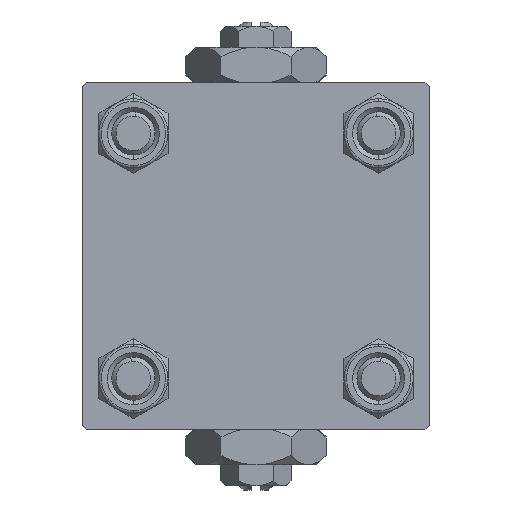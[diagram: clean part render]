
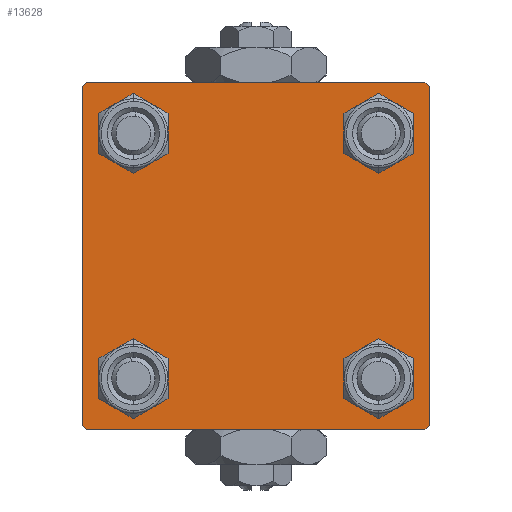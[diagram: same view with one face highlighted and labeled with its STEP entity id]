
A CAD part, left-side view. The second image highlights one B-rep face of the part: STEP entity #13628.
In plain terms, the highlighted planar face has unit normal (-1, 0, 0).
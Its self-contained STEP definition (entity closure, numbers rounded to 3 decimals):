
#74 = EDGE_CURVE ( 'NONE', #2602, #38528, #29551, .T. ) ;
#179 = ORIENTED_EDGE ( 'NONE', *, *, #29527, .T. ) ;
#349 = VERTEX_POINT ( 'NONE', #396 ) ;
#396 = CARTESIAN_POINT ( 'NONE',  ( 0., 14.15, 11.15 ) ) ;
#547 = CARTESIAN_POINT ( 'NONE',  ( 0., -19.75, -19.75 ) ) ;
#800 = ORIENTED_EDGE ( 'NONE', *, *, #21946, .T. ) ;
#861 = EDGE_CURVE ( 'NONE', #31179, #28376, #47474, .T. ) ;
#982 = CARTESIAN_POINT ( 'NONE',  ( 0., 14.15, -11.15 ) ) ;
#1132 = ORIENTED_EDGE ( 'NONE', *, *, #11001, .F. ) ;
#2587 = DIRECTION ( 'NONE',  ( 0., 0., 1. ) ) ;
#2597 = CARTESIAN_POINT ( 'NONE',  ( 0., 19.5, -20. ) ) ;
#2602 = VERTEX_POINT ( 'NONE', #21022 ) ;
#3091 = VERTEX_POINT ( 'NONE', #982 ) ;
#3127 = PLANE ( 'NONE',  #12116 ) ;
#3255 = LINE ( 'NONE', #51646, #26321 ) ;
#4205 = CARTESIAN_POINT ( 'NONE',  ( 0., 14.15, 14.15 ) ) ;
#4309 = CARTESIAN_POINT ( 'NONE',  ( 0., 20., -19.5 ) ) ;
#4456 = DIRECTION ( 'NONE',  ( 0., 0., 1. ) ) ;
#4740 = VERTEX_POINT ( 'NONE', #4309 ) ;
#4769 = CARTESIAN_POINT ( 'NONE',  ( 0., 14.15, -14.15 ) ) ;
#5725 = EDGE_LOOP ( 'NONE', ( #179, #11324 ) ) ;
#6175 = CIRCLE ( 'NONE', #18017, 3. ) ;
#7855 = DIRECTION ( 'NONE',  ( 0., 0., 1. ) ) ;
#7955 = CARTESIAN_POINT ( 'NONE',  ( 0., -14.15, 14.15 ) ) ;
#7989 = EDGE_CURVE ( 'NONE', #24701, #4740, #44879, .T. ) ;
#8466 = VERTEX_POINT ( 'NONE', #36027 ) ;
#10506 = ORIENTED_EDGE ( 'NONE', *, *, #36934, .T. ) ;
#10565 = EDGE_CURVE ( 'NONE', #15603, #38528, #3255, .T. ) ;
#10577 = VECTOR ( 'NONE', #28588, 1000. ) ;
#10981 = DIRECTION ( 'NONE',  ( 1., 0., 0. ) ) ;
#11001 = EDGE_CURVE ( 'NONE', #2602, #42170, #47221, .T. ) ;
#11324 = ORIENTED_EDGE ( 'NONE', *, *, #42093, .T. ) ;
#11534 = ORIENTED_EDGE ( 'NONE', *, *, #10565, .F. ) ;
#11636 = VERTEX_POINT ( 'NONE', #39152 ) ;
#11803 = DIRECTION ( 'NONE',  ( 0., 0., -1. ) ) ;
#11932 = DIRECTION ( 'NONE',  ( 0., 0., 1. ) ) ;
#11953 = CARTESIAN_POINT ( 'NONE',  ( 0., -14.15, -14.15 ) ) ;
#12116 = AXIS2_PLACEMENT_3D ( 'NONE', #19273, #31951, #2587 ) ;
#12702 = EDGE_CURVE ( 'NONE', #28376, #31179, #29771, .T. ) ;
#12791 = EDGE_LOOP ( 'NONE', ( #10506, #48094 ) ) ;
#13197 = DIRECTION ( 'NONE',  ( 1., 0., 0. ) ) ;
#13446 = LINE ( 'NONE', #21375, #51115 ) ;
#13628 = ADVANCED_FACE ( 'NONE', ( #42787, #35924, #43315, #31150, #19542 ), #3127, .T. ) ;
#13661 = VECTOR ( 'NONE', #11803, 1000. ) ;
#14124 = ORIENTED_EDGE ( 'NONE', *, *, #22702, .T. ) ;
#14152 = VERTEX_POINT ( 'NONE', #2597 ) ;
#14463 = CARTESIAN_POINT ( 'NONE',  ( 0., 19.5, 20. ) ) ;
#14554 = LINE ( 'NONE', #30663, #21476 ) ;
#15396 = CARTESIAN_POINT ( 'NONE',  ( 0., -20., -19.5 ) ) ;
#15426 = EDGE_CURVE ( 'NONE', #349, #21047, #6175, .T. ) ;
#15603 = VERTEX_POINT ( 'NONE', #14463 ) ;
#15762 = CARTESIAN_POINT ( 'NONE',  ( 0., -14.15, -14.15 ) ) ;
#15773 = CARTESIAN_POINT ( 'NONE',  ( 0., -20., 20. ) ) ;
#16533 = CARTESIAN_POINT ( 'NONE',  ( 0., -19.5, 20. ) ) ;
#17145 = AXIS2_PLACEMENT_3D ( 'NONE', #43878, #24566, #4456 ) ;
#17223 = CIRCLE ( 'NONE', #25775, 3. ) ;
#18017 = AXIS2_PLACEMENT_3D ( 'NONE', #4205, #13197, #49415 ) ;
#18916 = DIRECTION ( 'NONE',  ( 0., 0., 1. ) ) ;
#19246 = CARTESIAN_POINT ( 'NONE',  ( 0., -14.15, 17.15 ) ) ;
#19273 = CARTESIAN_POINT ( 'NONE',  ( 0., 0., 0. ) ) ;
#19277 = LINE ( 'NONE', #48103, #31760 ) ;
#19447 = EDGE_CURVE ( 'NONE', #48793, #3091, #49449, .T. ) ;
#19542 = FACE_OUTER_BOUND ( 'NONE', #25009, .T. ) ;
#19713 = CARTESIAN_POINT ( 'NONE',  ( 0., 14.15, 17.15 ) ) ;
#19763 = ORIENTED_EDGE ( 'NONE', *, *, #861, .T. ) ;
#20025 = CARTESIAN_POINT ( 'NONE',  ( 0., 14.15, -14.15 ) ) ;
#20112 = AXIS2_PLACEMENT_3D ( 'NONE', #15762, #10981, #18916 ) ;
#21022 = CARTESIAN_POINT ( 'NONE',  ( 0., -20., 19.5 ) ) ;
#21047 = VERTEX_POINT ( 'NONE', #19713 ) ;
#21087 = DIRECTION ( 'NONE',  ( 0., 0., -1. ) ) ;
#21375 = CARTESIAN_POINT ( 'NONE',  ( 0., 20., -20. ) ) ;
#21476 = VECTOR ( 'NONE', #21724, 1000. ) ;
#21724 = DIRECTION ( 'NONE',  ( 0., -0.707, -0.707 ) ) ;
#21790 = CIRCLE ( 'NONE', #20112, 3. ) ;
#21946 = EDGE_CURVE ( 'NONE', #3091, #48793, #46851, .T. ) ;
#22702 = EDGE_CURVE ( 'NONE', #47676, #42170, #36260, .T. ) ;
#23101 = EDGE_CURVE ( 'NONE', #14152, #47676, #13446, .T. ) ;
#24085 = DIRECTION ( 'NONE',  ( 1., 0., 0. ) ) ;
#24566 = DIRECTION ( 'NONE',  ( 1., 0., 0. ) ) ;
#24701 = VERTEX_POINT ( 'NONE', #34591 ) ;
#24790 = EDGE_CURVE ( 'NONE', #15603, #24701, #19277, .T. ) ;
#25009 = EDGE_LOOP ( 'NONE', ( #43100, #38827, #43386, #14124, #1132, #32672, #11534, #29483 ) ) ;
#25577 = CARTESIAN_POINT ( 'NONE',  ( 0., -19.75, 19.75 ) ) ;
#25775 = AXIS2_PLACEMENT_3D ( 'NONE', #44135, #52336, #32228 ) ;
#26108 = EDGE_LOOP ( 'NONE', ( #36327, #19763 ) ) ;
#26288 = VECTOR ( 'NONE', #49889, 1000. ) ;
#26321 = VECTOR ( 'NONE', #44488, 1000. ) ;
#26505 = AXIS2_PLACEMENT_3D ( 'NONE', #20025, #27697, #7855 ) ;
#27697 = DIRECTION ( 'NONE',  ( 1., 0., 0. ) ) ;
#28376 = VERTEX_POINT ( 'NONE', #19246 ) ;
#28588 = DIRECTION ( 'NONE',  ( 0., -0.707, 0.707 ) ) ;
#29132 = CARTESIAN_POINT ( 'NONE',  ( 0., 14.15, -17.15 ) ) ;
#29483 = ORIENTED_EDGE ( 'NONE', *, *, #24790, .T. ) ;
#29527 = EDGE_CURVE ( 'NONE', #11636, #8466, #21790, .T. ) ;
#29551 = LINE ( 'NONE', #25577, #26288 ) ;
#29771 = CIRCLE ( 'NONE', #17145, 3. ) ;
#30663 = CARTESIAN_POINT ( 'NONE',  ( 0., 19.75, -19.75 ) ) ;
#31150 = FACE_BOUND ( 'NONE', #12791, .T. ) ;
#31179 = VERTEX_POINT ( 'NONE', #40267 ) ;
#31760 = VECTOR ( 'NONE', #35393, 1000. ) ;
#31951 = DIRECTION ( 'NONE',  ( -1., 0., 0. ) ) ;
#32228 = DIRECTION ( 'NONE',  ( 0., 0., 1. ) ) ;
#32672 = ORIENTED_EDGE ( 'NONE', *, *, #74, .T. ) ;
#33276 = EDGE_LOOP ( 'NONE', ( #800, #42760 ) ) ;
#34591 = CARTESIAN_POINT ( 'NONE',  ( 0., 20., 19.5 ) ) ;
#35393 = DIRECTION ( 'NONE',  ( 0., 0.707, -0.707 ) ) ;
#35924 = FACE_BOUND ( 'NONE', #5725, .T. ) ;
#36027 = CARTESIAN_POINT ( 'NONE',  ( 0., -14.15, -17.15 ) ) ;
#36260 = LINE ( 'NONE', #547, #10577 ) ;
#36327 = ORIENTED_EDGE ( 'NONE', *, *, #12702, .T. ) ;
#36493 = AXIS2_PLACEMENT_3D ( 'NONE', #7955, #24085, #40206 ) ;
#36934 = EDGE_CURVE ( 'NONE', #21047, #349, #17223, .T. ) ;
#37665 = AXIS2_PLACEMENT_3D ( 'NONE', #11953, #51877, #44197 ) ;
#38108 = EDGE_CURVE ( 'NONE', #4740, #14152, #14554, .T. ) ;
#38385 = AXIS2_PLACEMENT_3D ( 'NONE', #4769, #40727, #11932 ) ;
#38528 = VERTEX_POINT ( 'NONE', #16533 ) ;
#38827 = ORIENTED_EDGE ( 'NONE', *, *, #38108, .T. ) ;
#39152 = CARTESIAN_POINT ( 'NONE',  ( 0., -14.15, -11.15 ) ) ;
#40206 = DIRECTION ( 'NONE',  ( 0., 0., 1. ) ) ;
#40267 = CARTESIAN_POINT ( 'NONE',  ( 0., -14.15, 11.15 ) ) ;
#40727 = DIRECTION ( 'NONE',  ( 1., 0., 0. ) ) ;
#40804 = CARTESIAN_POINT ( 'NONE',  ( 0., -19.5, -20. ) ) ;
#41055 = CIRCLE ( 'NONE', #37665, 3. ) ;
#42093 = EDGE_CURVE ( 'NONE', #8466, #11636, #41055, .T. ) ;
#42170 = VERTEX_POINT ( 'NONE', #15396 ) ;
#42760 = ORIENTED_EDGE ( 'NONE', *, *, #19447, .T. ) ;
#42787 = FACE_BOUND ( 'NONE', #26108, .T. ) ;
#43100 = ORIENTED_EDGE ( 'NONE', *, *, #7989, .T. ) ;
#43315 = FACE_BOUND ( 'NONE', #33276, .T. ) ;
#43386 = ORIENTED_EDGE ( 'NONE', *, *, #23101, .T. ) ;
#43878 = CARTESIAN_POINT ( 'NONE',  ( 0., -14.15, 14.15 ) ) ;
#44135 = CARTESIAN_POINT ( 'NONE',  ( 0., 14.15, 14.15 ) ) ;
#44197 = DIRECTION ( 'NONE',  ( 0., 0., 1. ) ) ;
#44488 = DIRECTION ( 'NONE',  ( 0., -1., 0. ) ) ;
#44879 = LINE ( 'NONE', #48590, #51941 ) ;
#46851 = CIRCLE ( 'NONE', #38385, 3. ) ;
#47221 = LINE ( 'NONE', #15773, #13661 ) ;
#47474 = CIRCLE ( 'NONE', #36493, 3. ) ;
#47676 = VERTEX_POINT ( 'NONE', #40804 ) ;
#48094 = ORIENTED_EDGE ( 'NONE', *, *, #15426, .T. ) ;
#48103 = CARTESIAN_POINT ( 'NONE',  ( 0., 19.75, 19.75 ) ) ;
#48590 = CARTESIAN_POINT ( 'NONE',  ( 0., 20., 20. ) ) ;
#48793 = VERTEX_POINT ( 'NONE', #29132 ) ;
#49415 = DIRECTION ( 'NONE',  ( 0., 0., 1. ) ) ;
#49449 = CIRCLE ( 'NONE', #26505, 3. ) ;
#49889 = DIRECTION ( 'NONE',  ( 0., 0.707, 0.707 ) ) ;
#50164 = DIRECTION ( 'NONE',  ( 0., -1., 0. ) ) ;
#51115 = VECTOR ( 'NONE', #50164, 1000. ) ;
#51646 = CARTESIAN_POINT ( 'NONE',  ( 0., 20., 20. ) ) ;
#51877 = DIRECTION ( 'NONE',  ( 1., 0., 0. ) ) ;
#51941 = VECTOR ( 'NONE', #21087, 1000. ) ;
#52336 = DIRECTION ( 'NONE',  ( 1., 0., 0. ) ) ;
